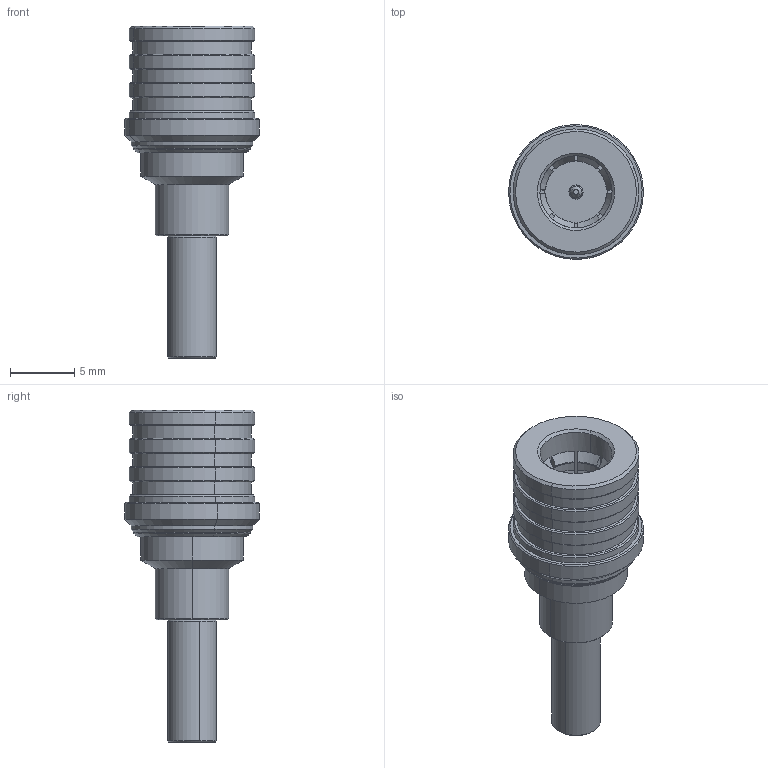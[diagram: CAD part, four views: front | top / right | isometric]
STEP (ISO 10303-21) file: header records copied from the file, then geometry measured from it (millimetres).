
FILE_DESCRIPTION (( 'STEP AP214' ), '1' );
FILE_NAME ('ÑÖÍÊ.434521.027-01ÑÁ_Âèëêà+äëÿ ïîòðåáèòåëÿ.STEP', '2018-11-28T05:52:16', ( 'User' ), ( '' ), 'SwSTEP 2.0', 'SolidWorks 2016', '' );
FILE_SCHEMA (( 'AUTOMOTIVE_DESIGN' ));
Length unit declared in the file: millimetre
Products named in the file (1): ÑÖÍÊ.434521.027-01ÑÁ_Âèëêà+äëÿ ïîòðåáèòåëÿ
Bounding box: 10.49 x 10.49 x 25.85 mm (x, y, z)
Volume: 795.5 mm3; surface area: 1076 mm2
Topology: 1 solids, 1 shells, 184 faces, 448 edges, 280 vertices
Faces by surface type: cone 70, cylinder 54, plane 40, torus 20
Entity records: 7787 total; most frequent: CARTESIAN_POINT 1405, DIRECTION 942, ORIENTED_EDGE 896, EDGE_CURVE 448, AXIS2_PLACEMENT_3D 389, VERTEX_POINT 280, CIRCLE 204, EDGE_LOOP 198
